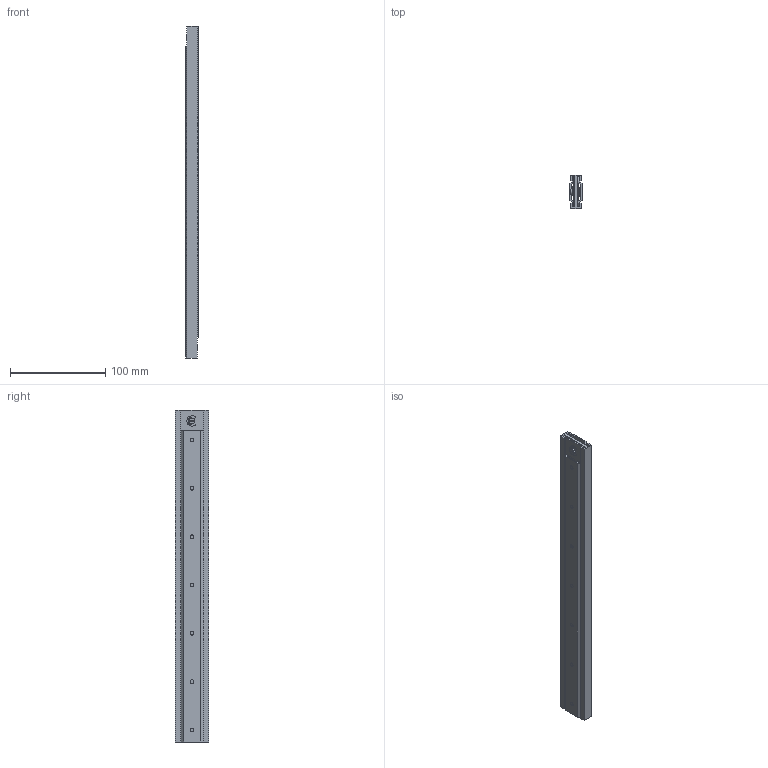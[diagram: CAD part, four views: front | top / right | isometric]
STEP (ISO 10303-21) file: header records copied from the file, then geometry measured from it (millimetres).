
FILE_DESCRIPTION(('STEP AP203'),'1');
FILE_NAME('glissiere-rt3d-0349-0.stp','2023-09-09T17:35:10',('TraceParts'),('TraceParts S.A.'),'Spatial InterOp 3D',' ',' ');
FILE_SCHEMA(('CONFIG_CONTROL_DESIGN'));
Length unit declared in the file: millimetre
Products named in the file (1): 1
Bounding box: 12.8 x 35 x 349 mm (x, y, z)
Volume: 87034.7 mm3; surface area: 93507.5 mm2
Topology: 3 solids, 3 shells, 190 faces, 554 edges, 366 vertices
Faces by surface type: plane 94, cylinder 48, cone 36, torus 12
Entity records: 6500 total; most frequent: DIRECTION 1162, CARTESIAN_POINT 1129, ORIENTED_EDGE 1108, EDGE_CURVE 554, AXIS2_PLACEMENT_3D 423, VERTEX_POINT 366, LINE 316, VECTOR 316
